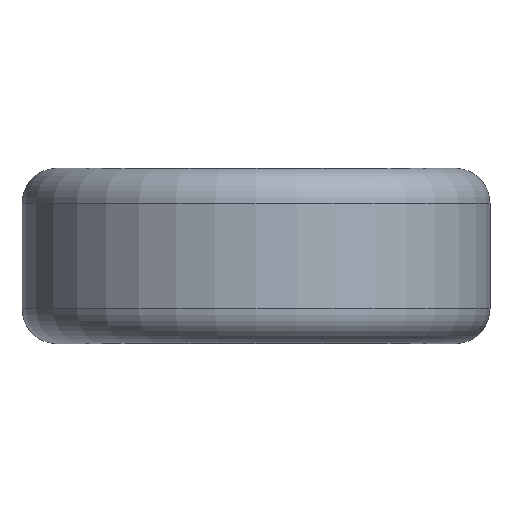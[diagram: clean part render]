
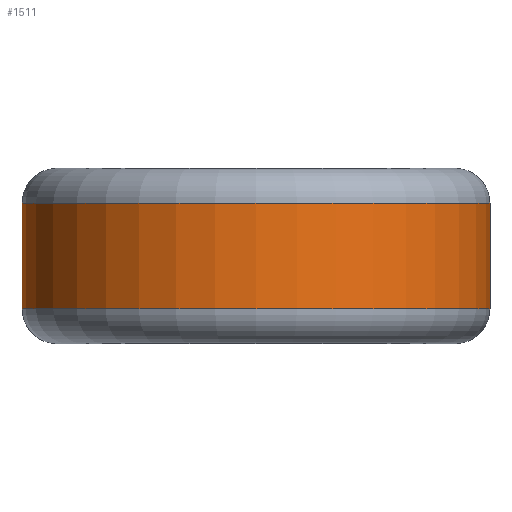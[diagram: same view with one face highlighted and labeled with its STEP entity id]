
A CAD part, front view. The second image highlights one B-rep face of the part: STEP entity #1511.
In plain terms, the highlighted cylindrical face has radius 4 mm (diameter 8 mm), a partial arc.
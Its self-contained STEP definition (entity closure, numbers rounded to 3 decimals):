
#18 = CARTESIAN_POINT ( 'NONE',  ( -4., 0., 0.6 ) ) ;
#38 = DIRECTION ( 'NONE',  ( 1., 0., 0. ) ) ;
#76 = CARTESIAN_POINT ( 'NONE',  ( 4., 0., 2.4 ) ) ;
#188 = AXIS2_PLACEMENT_3D ( 'NONE', #1003, #2030, #3320 ) ;
#222 = LINE ( 'NONE', #2560, #951 ) ;
#275 = CIRCLE ( 'NONE', #2470, 4. ) ;
#447 = DIRECTION ( 'NONE',  ( 0., 0., -1. ) ) ;
#719 = FACE_OUTER_BOUND ( 'NONE', #946, .T. ) ;
#858 = CARTESIAN_POINT ( 'NONE',  ( 0., 0., 0.6 ) ) ;
#863 = CARTESIAN_POINT ( 'NONE',  ( 4., 0., 3. ) ) ;
#945 = DIRECTION ( 'NONE',  ( 0., 0., -1. ) ) ;
#946 = EDGE_LOOP ( 'NONE', ( #2987, #2861, #3383, #2216 ) ) ;
#951 = VECTOR ( 'NONE', #945, 1000. ) ;
#1003 = CARTESIAN_POINT ( 'NONE',  ( 0., 0., 2.4 ) ) ;
#1062 = DIRECTION ( 'NONE',  ( 0., 0., 1. ) ) ;
#1103 = EDGE_CURVE ( 'NONE', #3147, #1450, #222, .T. ) ;
#1450 = VERTEX_POINT ( 'NONE', #18 ) ;
#1482 = LINE ( 'NONE', #863, #3328 ) ;
#1511 = ADVANCED_FACE ( 'NONE', ( #719 ), #3244, .T. ) ;
#1588 = EDGE_CURVE ( 'NONE', #3366, #2533, #1482, .T. ) ;
#1665 = DIRECTION ( 'NONE',  ( -1., 0., 0. ) ) ;
#1948 = CARTESIAN_POINT ( 'NONE',  ( -4., 0., 2.4 ) ) ;
#2030 = DIRECTION ( 'NONE',  ( 0., 0., -1. ) ) ;
#2148 = EDGE_CURVE ( 'NONE', #1450, #2533, #275, .T. ) ;
#2216 = ORIENTED_EDGE ( 'NONE', *, *, #2148, .T. ) ;
#2363 = CARTESIAN_POINT ( 'NONE',  ( 4., 0., 0.6 ) ) ;
#2440 = EDGE_CURVE ( 'NONE', #3366, #3147, #2732, .T. ) ;
#2470 = AXIS2_PLACEMENT_3D ( 'NONE', #858, #1062, #38 ) ;
#2533 = VERTEX_POINT ( 'NONE', #2363 ) ;
#2560 = CARTESIAN_POINT ( 'NONE',  ( -4., 0., 3. ) ) ;
#2697 = DIRECTION ( 'NONE',  ( 0., 0., -1. ) ) ;
#2732 = CIRCLE ( 'NONE', #188, 4. ) ;
#2861 = ORIENTED_EDGE ( 'NONE', *, *, #2440, .T. ) ;
#2987 = ORIENTED_EDGE ( 'NONE', *, *, #1588, .F. ) ;
#3031 = AXIS2_PLACEMENT_3D ( 'NONE', #3212, #447, #1665 ) ;
#3147 = VERTEX_POINT ( 'NONE', #1948 ) ;
#3212 = CARTESIAN_POINT ( 'NONE',  ( 0., 0., 3. ) ) ;
#3244 = CYLINDRICAL_SURFACE ( 'NONE', #3031, 4. ) ;
#3320 = DIRECTION ( 'NONE',  ( 1., 0., 0. ) ) ;
#3328 = VECTOR ( 'NONE', #2697, 1000. ) ;
#3366 = VERTEX_POINT ( 'NONE', #76 ) ;
#3383 = ORIENTED_EDGE ( 'NONE', *, *, #1103, .T. ) ;
